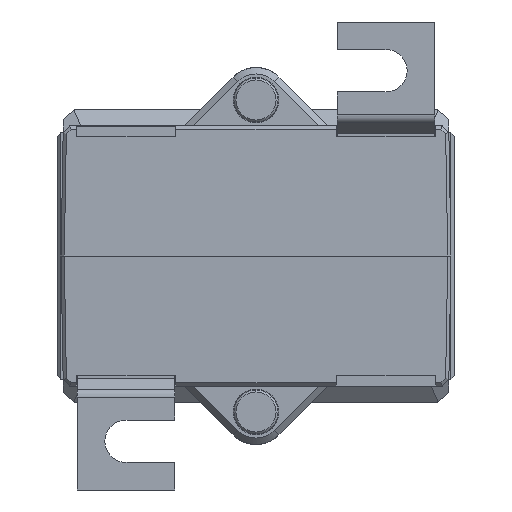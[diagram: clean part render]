
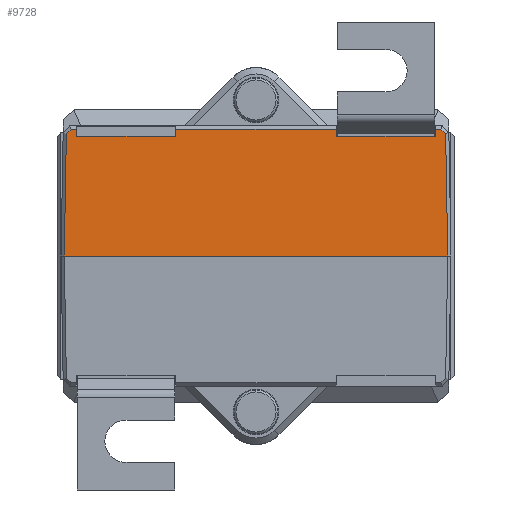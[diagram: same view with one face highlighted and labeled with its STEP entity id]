
A CAD part, front view. The second image highlights one B-rep face of the part: STEP entity #9728.
In plain terms, the highlighted planar face has unit normal (0, -1, 0.018).
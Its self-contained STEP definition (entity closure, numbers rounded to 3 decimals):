
#9244 = VERTEX_POINT ( 'NONE', #38687 ) ;
#9248 = VERTEX_POINT ( 'NONE', #38681 ) ;
#9253 = EDGE_CURVE ( 'NONE', #9244, #9248, #38737, .T. ) ;
#9648 = ORIENTED_EDGE ( 'NONE', *, *, #9794, .F. ) ;
#9726 = EDGE_LOOP ( 'NONE', ( #9729, #9648, #9801, #9808, #9799, #9806, #9805, #9783, #9780, #9787, #9810, #9772, #9791, #9776 ) ) ;
#9727 = EDGE_CURVE ( 'NONE', #9750, #9730, #39531, .T. ) ;
#9728 = ADVANCED_FACE ( 'NONE', ( #39525 ), #39532, .T. ) ;
#9729 = ORIENTED_EDGE ( 'NONE', *, *, #9727, .F. ) ;
#9730 = VERTEX_POINT ( 'NONE', #39547 ) ;
#9750 = VERTEX_POINT ( 'NONE', #39618 ) ;
#9772 = ORIENTED_EDGE ( 'NONE', *, *, #9792, .T. ) ;
#9775 = EDGE_CURVE ( 'NONE', #9813, #9730, #39642, .T. ) ;
#9776 = ORIENTED_EDGE ( 'NONE', *, *, #9775, .T. ) ;
#9780 = ORIENTED_EDGE ( 'NONE', *, *, #9784, .T. ) ;
#9781 = VERTEX_POINT ( 'NONE', #39106 ) ;
#9782 = VERTEX_POINT ( 'NONE', #39105 ) ;
#9783 = ORIENTED_EDGE ( 'NONE', *, *, #9797, .T. ) ;
#9784 = EDGE_CURVE ( 'NONE', #9782, #9781, #39592, .T. ) ;
#9785 = EDGE_CURVE ( 'NONE', #9781, #9796, #39681, .T. ) ;
#9786 = EDGE_CURVE ( 'NONE', #9813, #9793, #39682, .T. ) ;
#9787 = ORIENTED_EDGE ( 'NONE', *, *, #9785, .T. ) ;
#9788 = EDGE_CURVE ( 'NONE', #9800, #9796, #39677, .T. ) ;
#9791 = ORIENTED_EDGE ( 'NONE', *, *, #9786, .F. ) ;
#9792 = EDGE_CURVE ( 'NONE', #9800, #9793, #39684, .T. ) ;
#9793 = VERTEX_POINT ( 'NONE', #39670 ) ;
#9794 = EDGE_CURVE ( 'NONE', #9798, #9750, #39663, .T. ) ;
#9795 = VERTEX_POINT ( 'NONE', #39674 ) ;
#9796 = VERTEX_POINT ( 'NONE', #39665 ) ;
#9797 = EDGE_CURVE ( 'NONE', #9248, #9782, #39712, .T. ) ;
#9798 = VERTEX_POINT ( 'NONE', #39671 ) ;
#9799 = ORIENTED_EDGE ( 'NONE', *, *, #9809, .T. ) ;
#9800 = VERTEX_POINT ( 'NONE', #39658 ) ;
#9801 = ORIENTED_EDGE ( 'NONE', *, *, #9804, .F. ) ;
#9802 = EDGE_CURVE ( 'NONE', #9795, #9807, #39708, .T. ) ;
#9804 = EDGE_CURVE ( 'NONE', #9795, #9798, #39699, .T. ) ;
#9805 = ORIENTED_EDGE ( 'NONE', *, *, #9253, .T. ) ;
#9806 = ORIENTED_EDGE ( 'NONE', *, *, #9811, .T. ) ;
#9807 = VERTEX_POINT ( 'NONE', #39659 ) ;
#9808 = ORIENTED_EDGE ( 'NONE', *, *, #9802, .T. ) ;
#9809 = EDGE_CURVE ( 'NONE', #9807, #9814, #39664, .T. ) ;
#9810 = ORIENTED_EDGE ( 'NONE', *, *, #9788, .F. ) ;
#9811 = EDGE_CURVE ( 'NONE', #9814, #9244, #39700, .T. ) ;
#9813 = VERTEX_POINT ( 'NONE', #39701 ) ;
#9814 = VERTEX_POINT ( 'NONE', #39694 ) ;
#38681 = CARTESIAN_POINT ( 'NONE',  ( 29.5, -31.5, 0. ) ) ;
#38687 = CARTESIAN_POINT ( 'NONE',  ( -29.5, -31.5, 0. ) ) ;
#38719 = DIRECTION ( 'NONE',  ( 1., 0., 0. ) ) ;
#38720 = VECTOR ( 'NONE', #38719, 1000. ) ;
#38721 = CARTESIAN_POINT ( 'NONE',  ( -30., -31.5, 0. ) ) ;
#38737 = LINE ( 'NONE', #38721, #38720 ) ;
#39105 = CARTESIAN_POINT ( 'NONE',  ( 29.172, -31.172, 18.775 ) ) ;
#39106 = CARTESIAN_POINT ( 'NONE',  ( 28.422, -31.16, 19.5 ) ) ;
#39525 = FACE_OUTER_BOUND ( 'NONE', #9726, .T. ) ;
#39526 = DIRECTION ( 'NONE',  ( 0., -0.017, -1. ) ) ;
#39527 = DIRECTION ( 'NONE',  ( 0., -1., 0.017 ) ) ;
#39528 = DIRECTION ( 'NONE',  ( 0.009, 0.017, 1. ) ) ;
#39529 = VECTOR ( 'NONE', #39528, 1000. ) ;
#39530 = CARTESIAN_POINT ( 'NONE',  ( -12.554, -31.503, -0.152 ) ) ;
#39531 = LINE ( 'NONE', #39530, #39529 ) ;
#39532 = PLANE ( 'NONE',  #39539 ) ;
#39537 = CARTESIAN_POINT ( 'NONE',  ( -30., -31.5, 0. ) ) ;
#39539 = AXIS2_PLACEMENT_3D ( 'NONE', #39537, #39527, #39526 ) ;
#39547 = CARTESIAN_POINT ( 'NONE',  ( -12.382, -31.16, 19.5 ) ) ;
#39591 = CARTESIAN_POINT ( 'NONE',  ( 28.281, -31.157, 19.636 ) ) ;
#39592 = LINE ( 'NONE', #39591, #39646 ) ;
#39618 = CARTESIAN_POINT ( 'NONE',  ( -12.392, -31.179, 18.4 ) ) ;
#39638 = DIRECTION ( 'NONE',  ( -0.719, 0.012, 0.695 ) ) ;
#39639 = DIRECTION ( 'NONE',  ( -1., 0., 0. ) ) ;
#39640 = VECTOR ( 'NONE', #39639, 1000. ) ;
#39641 = CARTESIAN_POINT ( 'NONE',  ( -28.633, -31.16, 19.5 ) ) ;
#39642 = LINE ( 'NONE', #39641, #39640 ) ;
#39646 = VECTOR ( 'NONE', #39638, 1000. ) ;
#39658 = CARTESIAN_POINT ( 'NONE',  ( 27.608, -31.179, 18.4 ) ) ;
#39659 = CARTESIAN_POINT ( 'NONE',  ( -28.422, -31.16, 19.5 ) ) ;
#39660 = DIRECTION ( 'NONE',  ( 1., 0., 0. ) ) ;
#39661 = VECTOR ( 'NONE', #39660, 1000. ) ;
#39662 = CARTESIAN_POINT ( 'NONE',  ( -30., -31.179, 18.4 ) ) ;
#39663 = LINE ( 'NONE', #39662, #39661 ) ;
#39664 = LINE ( 'NONE', #39703, #39693 ) ;
#39665 = CARTESIAN_POINT ( 'NONE',  ( 27.618, -31.16, 19.5 ) ) ;
#39666 = DIRECTION ( 'NONE',  ( -1., 0., 0. ) ) ;
#39667 = VECTOR ( 'NONE', #39666, 1000. ) ;
#39668 = DIRECTION ( 'NONE',  ( 0.009, 0.017, 1. ) ) ;
#39669 = VECTOR ( 'NONE', #39668, 1000. ) ;
#39670 = CARTESIAN_POINT ( 'NONE',  ( 12.392, -31.179, 18.4 ) ) ;
#39671 = CARTESIAN_POINT ( 'NONE',  ( -27.608, -31.179, 18.4 ) ) ;
#39672 = DIRECTION ( 'NONE',  ( 0.009, -0.017, -1. ) ) ;
#39673 = VECTOR ( 'NONE', #39672, 1000. ) ;
#39674 = CARTESIAN_POINT ( 'NONE',  ( -27.618, -31.16, 19.5 ) ) ;
#39675 = CARTESIAN_POINT ( 'NONE',  ( 27.443, -31.509, -0.501 ) ) ;
#39676 = CARTESIAN_POINT ( 'NONE',  ( 12.549, -31.494, 0.371 ) ) ;
#39677 = LINE ( 'NONE', #39675, #39669 ) ;
#39678 = DIRECTION ( 'NONE',  ( -1., 0., 0. ) ) ;
#39679 = VECTOR ( 'NONE', #39678, 1000. ) ;
#39680 = CARTESIAN_POINT ( 'NONE',  ( -28.633, -31.16, 19.5 ) ) ;
#39681 = LINE ( 'NONE', #39680, #39679 ) ;
#39682 = LINE ( 'NONE', #39676, #39673 ) ;
#39683 = CARTESIAN_POINT ( 'NONE',  ( -30., -31.179, 18.4 ) ) ;
#39684 = LINE ( 'NONE', #39683, #39667 ) ;
#39689 = DIRECTION ( 'NONE',  ( -0.017, -0.017, -1. ) ) ;
#39690 = VECTOR ( 'NONE', #39689, 1000. ) ;
#39691 = CARTESIAN_POINT ( 'NONE',  ( -29.5, -31.5, -0.009 ) ) ;
#39693 = VECTOR ( 'NONE', #39702, 1000. ) ;
#39694 = CARTESIAN_POINT ( 'NONE',  ( -29.172, -31.172, 18.776 ) ) ;
#39696 = DIRECTION ( 'NONE',  ( 0.009, -0.017, -1. ) ) ;
#39697 = VECTOR ( 'NONE', #39696, 1000. ) ;
#39698 = CARTESIAN_POINT ( 'NONE',  ( -27.448, -31.5, 0.022 ) ) ;
#39699 = LINE ( 'NONE', #39698, #39697 ) ;
#39700 = LINE ( 'NONE', #39691, #39690 ) ;
#39701 = CARTESIAN_POINT ( 'NONE',  ( 12.382, -31.16, 19.5 ) ) ;
#39702 = DIRECTION ( 'NONE',  ( -0.719, -0.012, -0.695 ) ) ;
#39703 = CARTESIAN_POINT ( 'NONE',  ( -29.317, -31.175, 18.636 ) ) ;
#39704 = DIRECTION ( 'NONE',  ( -1., 0., 0. ) ) ;
#39705 = VECTOR ( 'NONE', #39704, 1000. ) ;
#39707 = CARTESIAN_POINT ( 'NONE',  ( -28.633, -31.16, 19.5 ) ) ;
#39708 = LINE ( 'NONE', #39707, #39705 ) ;
#39709 = DIRECTION ( 'NONE',  ( -0.017, 0.017, 1. ) ) ;
#39710 = VECTOR ( 'NONE', #39709, 1000. ) ;
#39711 = CARTESIAN_POINT ( 'NONE',  ( 29.482, -31.482, 1.038 ) ) ;
#39712 = LINE ( 'NONE', #39711, #39710 ) ;
